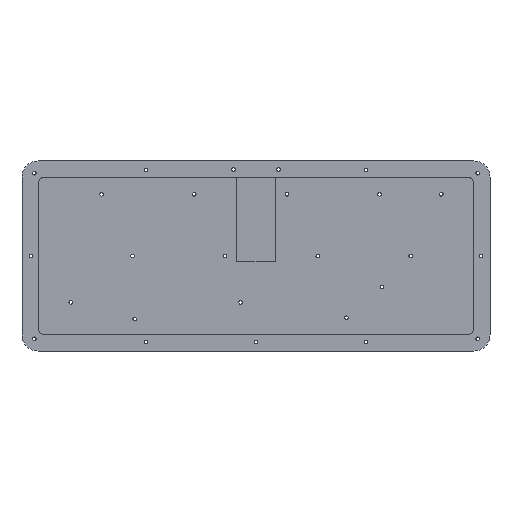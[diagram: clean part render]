
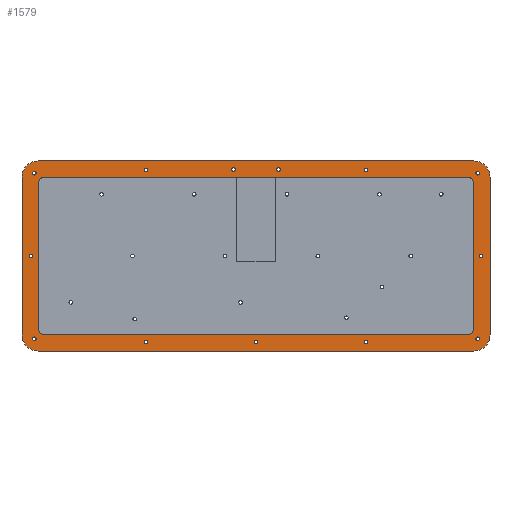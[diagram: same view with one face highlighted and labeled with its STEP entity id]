
A CAD part, top view. The second image highlights one B-rep face of the part: STEP entity #1579.
In plain terms, the highlighted planar face has unit normal (0, 0, 1).
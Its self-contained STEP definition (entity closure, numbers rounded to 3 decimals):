
#34=CARTESIAN_POINT('',(-145.057,-67.413,8.));
#35=VERTEX_POINT('',#34);
#50=CARTESIAN_POINT('',(-143.957,-67.413,8.));
#51=DIRECTION('',(0.,0.,-1.));
#52=DIRECTION('',(-1.,0.,0.));
#53=AXIS2_PLACEMENT_3D('',#50,#51,#52);
#54=CIRCLE('',#53,1.1);
#55=EDGE_CURVE('',#35,#35,#54,.T.);
#67=CARTESIAN_POINT('',(-214.052,36.739,8.));
#68=VERTEX_POINT('',#67);
#83=CARTESIAN_POINT('',(-212.952,36.739,8.));
#84=DIRECTION('',(0.,0.,-1.));
#85=DIRECTION('',(-1.,0.,0.));
#86=AXIS2_PLACEMENT_3D('',#83,#84,#85);
#87=CIRCLE('',#86,1.1);
#88=EDGE_CURVE('',#68,#68,#87,.T.);
#100=CARTESIAN_POINT('',(-9.543,38.838,8.));
#101=VERTEX_POINT('',#100);
#116=CARTESIAN_POINT('',(-8.443,38.838,8.));
#117=DIRECTION('',(0.,0.,-1.));
#118=DIRECTION('',(-1.,0.,0.));
#119=AXIS2_PLACEMENT_3D('',#116,#117,#118);
#120=CIRCLE('',#119,1.1);
#121=EDGE_CURVE('',#101,#101,#120,.T.);
#133=CARTESIAN_POINT('',(-145.057,38.838,8.));
#134=VERTEX_POINT('',#133);
#149=CARTESIAN_POINT('',(-143.957,38.838,8.));
#150=DIRECTION('',(0.,0.,-1.));
#151=DIRECTION('',(-1.,0.,0.));
#152=AXIS2_PLACEMENT_3D('',#149,#150,#151);
#153=CIRCLE('',#152,1.1);
#154=EDGE_CURVE('',#134,#134,#153,.T.);
#166=CARTESIAN_POINT('',(-63.425,38.991,8.));
#167=VERTEX_POINT('',#166);
#182=CARTESIAN_POINT('',(-62.325,38.991,8.));
#183=DIRECTION('',(0.,0.,-1.));
#184=DIRECTION('',(-1.,0.,0.));
#185=AXIS2_PLACEMENT_3D('',#182,#183,#184);
#186=CIRCLE('',#185,1.1);
#187=EDGE_CURVE('',#167,#167,#186,.T.);
#199=CARTESIAN_POINT('',(59.452,-65.314,8.));
#200=VERTEX_POINT('',#199);
#215=CARTESIAN_POINT('',(60.552,-65.314,8.));
#216=DIRECTION('',(0.,0.,-1.));
#217=DIRECTION('',(-1.,0.,0.));
#218=AXIS2_PLACEMENT_3D('',#215,#216,#217);
#219=CIRCLE('',#218,1.1);
#220=EDGE_CURVE('',#200,#200,#219,.T.);
#232=CARTESIAN_POINT('',(-77.3,-67.413,8.));
#233=VERTEX_POINT('',#232);
#248=CARTESIAN_POINT('',(-76.2,-67.413,8.));
#249=DIRECTION('',(0.,0.,-1.));
#250=DIRECTION('',(-1.,0.,0.));
#251=AXIS2_PLACEMENT_3D('',#248,#249,#250);
#252=CIRCLE('',#251,1.1);
#253=EDGE_CURVE('',#233,#233,#252,.T.);
#265=CARTESIAN_POINT('',(-9.543,-67.413,8.));
#266=VERTEX_POINT('',#265);
#281=CARTESIAN_POINT('',(-8.443,-67.413,8.));
#282=DIRECTION('',(0.,0.,-1.));
#283=DIRECTION('',(-1.,0.,0.));
#284=AXIS2_PLACEMENT_3D('',#281,#282,#283);
#285=CIRCLE('',#284,1.1);
#286=EDGE_CURVE('',#266,#266,#285,.T.);
#298=CARTESIAN_POINT('',(59.452,36.739,8.));
#299=VERTEX_POINT('',#298);
#314=CARTESIAN_POINT('',(60.552,36.739,8.));
#315=DIRECTION('',(0.,0.,-1.));
#316=DIRECTION('',(-1.,0.,0.));
#317=AXIS2_PLACEMENT_3D('',#314,#315,#316);
#318=CIRCLE('',#317,1.1);
#319=EDGE_CURVE('',#299,#299,#318,.T.);
#331=CARTESIAN_POINT('',(61.55,-14.288,8.));
#332=VERTEX_POINT('',#331);
#347=CARTESIAN_POINT('',(62.65,-14.288,8.));
#348=DIRECTION('',(0.,0.,-1.));
#349=DIRECTION('',(-1.,0.,0.));
#350=AXIS2_PLACEMENT_3D('',#347,#348,#349);
#351=CIRCLE('',#350,1.1);
#352=EDGE_CURVE('',#332,#332,#351,.T.);
#364=CARTESIAN_POINT('',(-91.175,38.991,8.));
#365=VERTEX_POINT('',#364);
#380=CARTESIAN_POINT('',(-90.075,38.991,8.));
#381=DIRECTION('',(0.,0.,-1.));
#382=DIRECTION('',(-1.,0.,0.));
#383=AXIS2_PLACEMENT_3D('',#380,#381,#382);
#384=CIRCLE('',#383,1.1);
#385=EDGE_CURVE('',#365,#365,#384,.T.);
#397=CARTESIAN_POINT('',(-216.15,-14.288,8.));
#398=VERTEX_POINT('',#397);
#413=CARTESIAN_POINT('',(-215.05,-14.288,8.));
#414=DIRECTION('',(0.,0.,-1.));
#415=DIRECTION('',(-1.,0.,0.));
#416=AXIS2_PLACEMENT_3D('',#413,#414,#415);
#417=CIRCLE('',#416,1.1);
#418=EDGE_CURVE('',#398,#398,#417,.T.);
#857=CARTESIAN_POINT('',(54.4,34.338,8.));
#858=VERTEX_POINT('',#857);
#865=CARTESIAN_POINT('',(-206.8,34.338,8.));
#866=VERTEX_POINT('',#865);
#867=CARTESIAN_POINT('',(-206.8,34.338,8.));
#868=DIRECTION('',(1.,0.,-0.));
#869=VECTOR('',#868,261.2);
#870=LINE('',#867,#869);
#871=EDGE_CURVE('',#866,#858,#870,.T.);
#910=CARTESIAN_POINT('',(-206.8,-62.913,8.));
#911=VERTEX_POINT('',#910);
#912=CARTESIAN_POINT('',(54.4,-62.913,8.));
#913=VERTEX_POINT('',#912);
#914=CARTESIAN_POINT('',(-206.8,-62.913,8.));
#915=DIRECTION('',(1.,0.,-0.));
#916=VECTOR('',#915,261.2);
#917=LINE('',#914,#916);
#918=EDGE_CURVE('',#911,#913,#917,.T.);
#1314=CARTESIAN_POINT('',(-210.55,-72.913,8.));
#1315=VERTEX_POINT('',#1314);
#1332=CARTESIAN_POINT('',(58.15,-72.913,8.));
#1333=VERTEX_POINT('',#1332);
#1340=CARTESIAN_POINT('',(-210.55,-72.913,8.));
#1341=DIRECTION('',(1.,0.,-0.));
#1342=VECTOR('',#1341,268.7);
#1343=LINE('',#1340,#1342);
#1344=EDGE_CURVE('',#1315,#1333,#1343,.T.);
#1354=CARTESIAN_POINT('',(58.15,44.338,8.));
#1355=VERTEX_POINT('',#1354);
#1406=CARTESIAN_POINT('',(-210.55,44.338,8.));
#1407=VERTEX_POINT('',#1406);
#1414=CARTESIAN_POINT('',(-210.55,44.338,8.));
#1415=DIRECTION('',(1.,0.,-0.));
#1416=VECTOR('',#1415,268.7);
#1417=LINE('',#1414,#1416);
#1418=EDGE_CURVE('',#1407,#1355,#1417,.T.);
#1423=CARTESIAN_POINT('',(0.,0.,8.));
#1424=DIRECTION('',(0.,0.,-1.));
#1425=DIRECTION('',(-1.,0.,0.));
#1426=AXIS2_PLACEMENT_3D('',#1423,#1424,#1425);
#1427=PLANE('',#1426);
#1428=ORIENTED_EDGE('',*,*,#418,.T.);
#1429=EDGE_LOOP('',(#1428));
#1430=FACE_BOUND('',#1429,.T.);
#1431=ORIENTED_EDGE('',*,*,#385,.T.);
#1432=EDGE_LOOP('',(#1431));
#1433=FACE_BOUND('',#1432,.T.);
#1434=ORIENTED_EDGE('',*,*,#352,.T.);
#1435=EDGE_LOOP('',(#1434));
#1436=FACE_BOUND('',#1435,.T.);
#1437=ORIENTED_EDGE('',*,*,#319,.T.);
#1438=EDGE_LOOP('',(#1437));
#1439=FACE_BOUND('',#1438,.T.);
#1440=ORIENTED_EDGE('',*,*,#286,.T.);
#1441=EDGE_LOOP('',(#1440));
#1442=FACE_BOUND('',#1441,.T.);
#1443=ORIENTED_EDGE('',*,*,#253,.T.);
#1444=EDGE_LOOP('',(#1443));
#1445=FACE_BOUND('',#1444,.T.);
#1446=ORIENTED_EDGE('',*,*,#220,.T.);
#1447=EDGE_LOOP('',(#1446));
#1448=FACE_BOUND('',#1447,.T.);
#1449=ORIENTED_EDGE('',*,*,#187,.T.);
#1450=EDGE_LOOP('',(#1449));
#1451=FACE_BOUND('',#1450,.T.);
#1452=ORIENTED_EDGE('',*,*,#154,.T.);
#1453=EDGE_LOOP('',(#1452));
#1454=FACE_BOUND('',#1453,.T.);
#1455=ORIENTED_EDGE('',*,*,#121,.T.);
#1456=EDGE_LOOP('',(#1455));
#1457=FACE_BOUND('',#1456,.T.);
#1458=ORIENTED_EDGE('',*,*,#88,.T.);
#1459=EDGE_LOOP('',(#1458));
#1460=FACE_BOUND('',#1459,.T.);
#1461=ORIENTED_EDGE('',*,*,#55,.T.);
#1462=EDGE_LOOP('',(#1461));
#1463=FACE_BOUND('',#1462,.T.);
#1464=ORIENTED_EDGE('',*,*,#871,.T.);
#1465=CARTESIAN_POINT('',(58.15,30.588,8.));
#1466=VERTEX_POINT('',#1465);
#1467=CARTESIAN_POINT('',(54.4,30.588,8.));
#1468=DIRECTION('',(0.,0.,-1.));
#1469=DIRECTION('',(-1.,0.,0.));
#1470=AXIS2_PLACEMENT_3D('',#1467,#1468,#1469);
#1471=CIRCLE('',#1470,3.75);
#1472=EDGE_CURVE('',#858,#1466,#1471,.T.);
#1473=ORIENTED_EDGE('',*,*,#1472,.T.);
#1474=CARTESIAN_POINT('',(58.15,-59.163,8.));
#1475=VERTEX_POINT('',#1474);
#1476=CARTESIAN_POINT('',(58.15,-59.163,8.));
#1477=DIRECTION('',(0.,1.,0.));
#1478=VECTOR('',#1477,89.75);
#1479=LINE('',#1476,#1478);
#1480=EDGE_CURVE('',#1475,#1466,#1479,.T.);
#1481=ORIENTED_EDGE('',*,*,#1480,.F.);
#1482=CARTESIAN_POINT('',(54.4,-59.163,8.));
#1483=DIRECTION('',(0.,0.,-1.));
#1484=DIRECTION('',(-1.,0.,0.));
#1485=AXIS2_PLACEMENT_3D('',#1482,#1483,#1484);
#1486=CIRCLE('',#1485,3.75);
#1487=EDGE_CURVE('',#1475,#913,#1486,.T.);
#1488=ORIENTED_EDGE('',*,*,#1487,.T.);
#1489=ORIENTED_EDGE('',*,*,#918,.F.);
#1490=CARTESIAN_POINT('',(-210.55,-59.163,8.));
#1491=VERTEX_POINT('',#1490);
#1492=CARTESIAN_POINT('',(-206.8,-59.163,8.));
#1493=DIRECTION('',(0.,0.,-1.));
#1494=DIRECTION('',(-1.,0.,0.));
#1495=AXIS2_PLACEMENT_3D('',#1492,#1493,#1494);
#1496=CIRCLE('',#1495,3.75);
#1497=EDGE_CURVE('',#911,#1491,#1496,.T.);
#1498=ORIENTED_EDGE('',*,*,#1497,.T.);
#1499=CARTESIAN_POINT('',(-210.55,30.588,8.));
#1500=VERTEX_POINT('',#1499);
#1501=CARTESIAN_POINT('',(-210.55,-59.163,8.));
#1502=DIRECTION('',(0.,1.,0.));
#1503=VECTOR('',#1502,89.75);
#1504=LINE('',#1501,#1503);
#1505=EDGE_CURVE('',#1491,#1500,#1504,.T.);
#1506=ORIENTED_EDGE('',*,*,#1505,.T.);
#1507=CARTESIAN_POINT('',(-206.8,30.588,8.));
#1508=DIRECTION('',(0.,0.,-1.));
#1509=DIRECTION('',(-1.,0.,0.));
#1510=AXIS2_PLACEMENT_3D('',#1507,#1508,#1509);
#1511=CIRCLE('',#1510,3.75);
#1512=EDGE_CURVE('',#1500,#866,#1511,.T.);
#1513=ORIENTED_EDGE('',*,*,#1512,.T.);
#1514=EDGE_LOOP('',(#1464,#1473,#1481,#1488,#1489,#1498,#1506,#1513));
#1515=FACE_BOUND('',#1514,.T.);
#1516=CARTESIAN_POINT('',(-214.052,-65.314,8.));
#1517=VERTEX_POINT('',#1516);
#1518=CARTESIAN_POINT('',(-212.952,-65.314,8.));
#1519=DIRECTION('',(0.,0.,-1.));
#1520=DIRECTION('',(-1.,0.,0.));
#1521=AXIS2_PLACEMENT_3D('',#1518,#1519,#1520);
#1522=CIRCLE('',#1521,1.1);
#1523=EDGE_CURVE('',#1517,#1517,#1522,.T.);
#1524=ORIENTED_EDGE('',*,*,#1523,.T.);
#1525=EDGE_LOOP('',(#1524));
#1526=FACE_BOUND('',#1525,.T.);
#1527=ORIENTED_EDGE('',*,*,#1344,.T.);
#1528=CARTESIAN_POINT('',(68.15,-62.913,8.));
#1529=VERTEX_POINT('',#1528);
#1530=CARTESIAN_POINT('',(58.15,-62.913,8.));
#1531=DIRECTION('',(-0.,-0.,1.));
#1532=DIRECTION('',(-1.,0.,0.));
#1533=AXIS2_PLACEMENT_3D('',#1530,#1531,#1532);
#1534=CIRCLE('',#1533,10.);
#1535=EDGE_CURVE('',#1333,#1529,#1534,.T.);
#1536=ORIENTED_EDGE('',*,*,#1535,.T.);
#1537=CARTESIAN_POINT('',(68.15,34.338,8.));
#1538=VERTEX_POINT('',#1537);
#1539=CARTESIAN_POINT('',(68.15,34.338,8.));
#1540=DIRECTION('',(0.,-1.,0.));
#1541=VECTOR('',#1540,97.25);
#1542=LINE('',#1539,#1541);
#1543=EDGE_CURVE('',#1538,#1529,#1542,.T.);
#1544=ORIENTED_EDGE('',*,*,#1543,.F.);
#1545=CARTESIAN_POINT('',(58.15,34.338,8.));
#1546=DIRECTION('',(-0.,-0.,1.));
#1547=DIRECTION('',(-1.,0.,0.));
#1548=AXIS2_PLACEMENT_3D('',#1545,#1546,#1547);
#1549=CIRCLE('',#1548,10.);
#1550=EDGE_CURVE('',#1538,#1355,#1549,.T.);
#1551=ORIENTED_EDGE('',*,*,#1550,.T.);
#1552=ORIENTED_EDGE('',*,*,#1418,.F.);
#1553=CARTESIAN_POINT('',(-220.55,34.338,8.));
#1554=VERTEX_POINT('',#1553);
#1555=CARTESIAN_POINT('',(-210.55,34.338,8.));
#1556=DIRECTION('',(0.,0.,-1.));
#1557=DIRECTION('',(-1.,0.,0.));
#1558=AXIS2_PLACEMENT_3D('',#1555,#1556,#1557);
#1559=CIRCLE('',#1558,10.);
#1560=EDGE_CURVE('',#1554,#1407,#1559,.T.);
#1561=ORIENTED_EDGE('',*,*,#1560,.F.);
#1562=CARTESIAN_POINT('',(-220.55,-62.913,8.));
#1563=VERTEX_POINT('',#1562);
#1564=CARTESIAN_POINT('',(-220.55,-62.913,8.));
#1565=DIRECTION('',(0.,1.,0.));
#1566=VECTOR('',#1565,97.25);
#1567=LINE('',#1564,#1566);
#1568=EDGE_CURVE('',#1563,#1554,#1567,.T.);
#1569=ORIENTED_EDGE('',*,*,#1568,.F.);
#1570=CARTESIAN_POINT('',(-210.55,-62.913,8.));
#1571=DIRECTION('',(0.,0.,-1.));
#1572=DIRECTION('',(-1.,0.,0.));
#1573=AXIS2_PLACEMENT_3D('',#1570,#1571,#1572);
#1574=CIRCLE('',#1573,10.);
#1575=EDGE_CURVE('',#1315,#1563,#1574,.T.);
#1576=ORIENTED_EDGE('',*,*,#1575,.F.);
#1577=EDGE_LOOP('',(#1527,#1536,#1544,#1551,#1552,#1561,#1569,#1576));
#1578=FACE_BOUND('',#1577,.T.);
#1579=ADVANCED_FACE('',(#1430,#1433,#1436,#1439,#1442,#1445,#1448,#1451,#1454,#1457,#1460,#1463,#1515,#1526,#1578),#1427,.F.);
